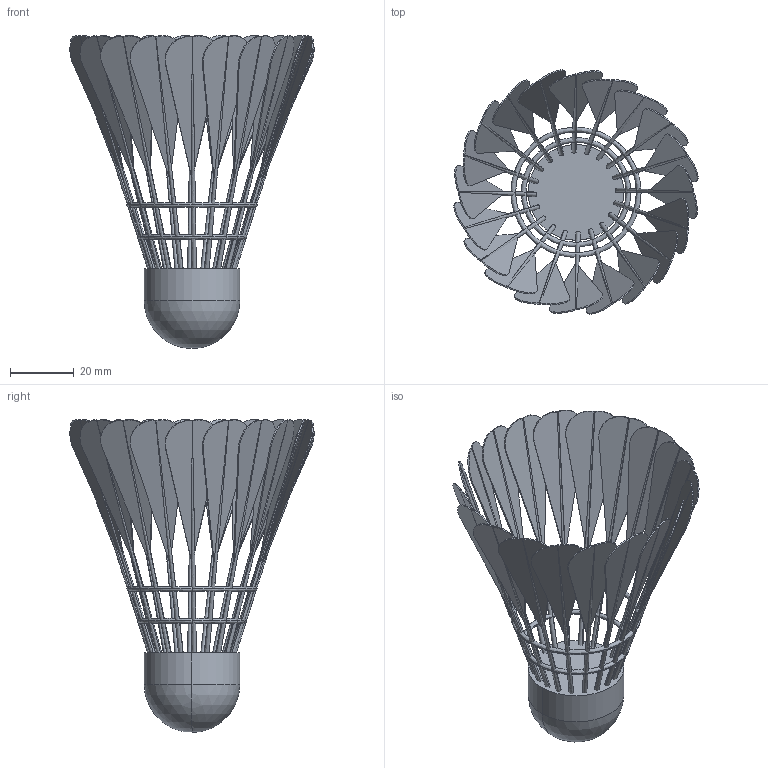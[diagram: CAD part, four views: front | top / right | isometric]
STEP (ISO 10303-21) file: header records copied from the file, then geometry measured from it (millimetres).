
FILE_DESCRIPTION(('CATIA V5 STEP','CAx-IF Rec.Pracs.--- Model Styling and Organization---1.5--- 2016-08-15','CAx-IF Rec.Pracs.---Supplemental Geometry---1.0---2011-11-01','CAx-IF Rec.Pracs.--- Composite Materials ---1.1---2010-07-15'),'2;1');
FILE_NAME('羽毛球.stp','2026-01-03T13:47:40+00:00',('none'),('none'),'CATIA Version 5-6 Release 2020','CATIA V5 STEP AP214 v1','none');
FILE_SCHEMA(('AUTOMOTIVE_DESIGN { 1 0 10303 214 1 1 1 1 }'));
Length unit declared in the file: millimetre
Products named in the file (1): 零件1
Bounding box: 76.57 x 76.57 x 98.11 mm (x, y, z)
Volume: 19238 mm3; surface area: 26153.6 mm2
Topology: 23 solids, 23 shells, 293 faces, 666 edges, 413 vertices
Faces by surface type: plane 181, bspline 68, cylinder 42, sphere 2
Entity records: 13056 total; most frequent: CARTESIAN_POINT 7698, ORIENTED_EDGE 1328, EDGE_CURVE 664, DIRECTION 636, VERTEX_POINT 413, B_SPLINE_CURVE_WITH_KNOTS 340, ADVANCED_FACE 293, EDGE_LOOP 293
